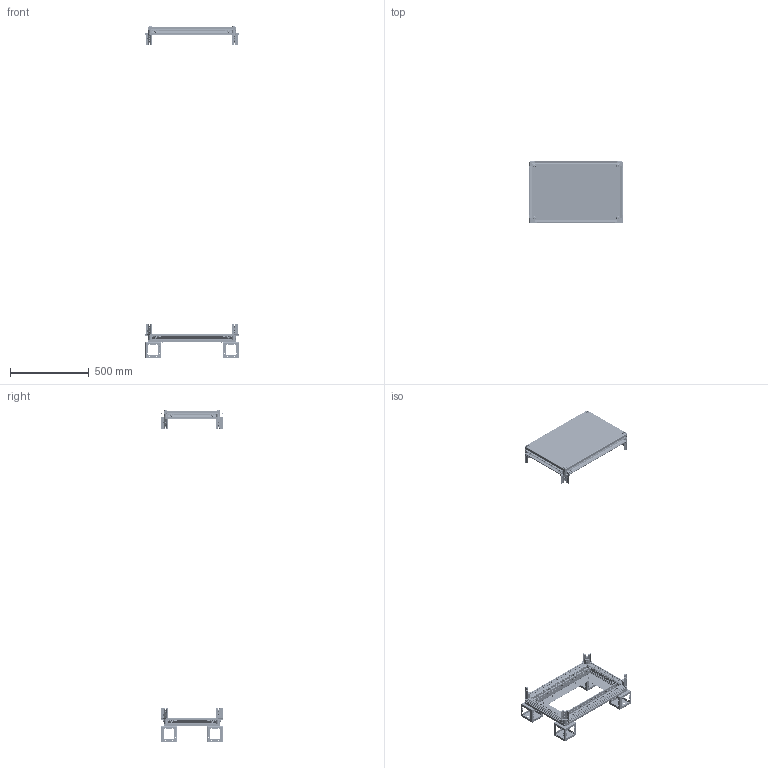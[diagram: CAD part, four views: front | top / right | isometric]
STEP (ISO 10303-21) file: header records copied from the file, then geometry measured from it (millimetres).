
FILE_DESCRIPTION(('CATIA V5 STEP Exchange'),'2;1');
FILE_NAME('EK4060KN.stp','2013-11-19T16:12:50+00:00',('none'),('none'),'CATIA Version 5 Release 20 SP 6 (IN-10)','CATIA V5 STEP AP203','none');
FILE_SCHEMA(('CONFIG_CONTROL_DESIGN'));
Products named in the file (6): Assieme_struttura_2000x0400x0600_IS2_estetico; Assieme_base_struttura_0400x0600_IS2_estetico; 852553_901_00_GIUNTO_TREVIE_IS2_ESTETICO_______________3PD; Assieme_fondo_0400x0600_IS2_estetico; Assieme_tetto_0400x0600_IS2_estetico; Assieme_binario_piastra_0600_IS2
Assembly tree (57 placements, depth 4):
  Assieme_struttura_2000x0400x0600_IS2_estetico
    Assieme_base_struttura_0400x0600_IS2_estetico  x2
      #66
      #16328
      852553_901_00_GIUNTO_TREVIE_IS2_ESTETICO_______________3PD
        #41014
        #43448
        #47223
      #49542
      #51592
    Assieme_fondo_0400x0600_IS2_estetico
      #52426
      #55947  x8
    Assieme_tetto_0400x0600_IS2_estetico
      #56296
      #59603  x4
    Assieme_binario_piastra_0600_IS2  x2
      #60330
      #66025
    #66972  x4
Bounding box: 594.4 x 394.4 x 2111.5 mm (x, y, z)
Volume: 3460156.1 mm3; surface area: 3172220.9 mm2
Topology: 105 solids, 105 shells, 10979 faces, 29638 edges, 18740 vertices
Faces by surface type: plane 5389, cylinder 3926, torus 992, cone 432, sphere 132, revolution 92, bspline 16
Entity records: 72215 total; most frequent: CARTESIAN_POINT 14672, ORIENTED_EDGE 13060, DIRECTION 9423, EDGE_CURVE 6530, VERTEX_POINT 4132, AXIS2_PLACEMENT_3D 3936, VECTOR 3924, LINE 3924
